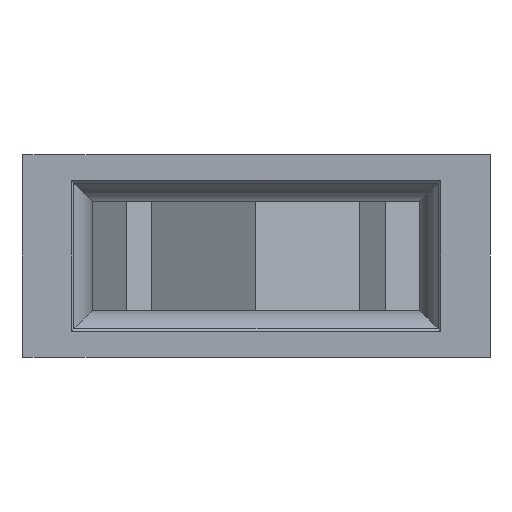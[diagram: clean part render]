
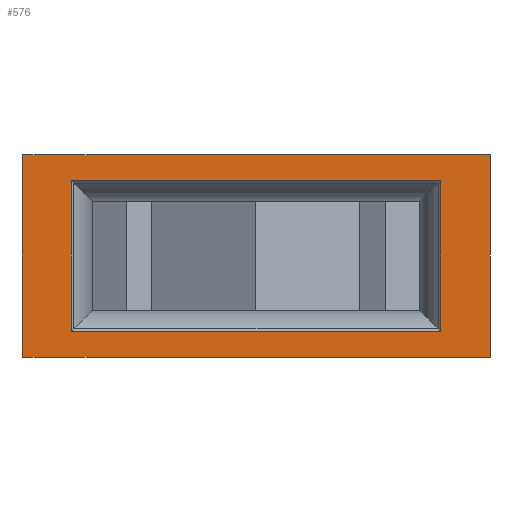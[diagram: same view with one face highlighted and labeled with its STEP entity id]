
A CAD part, front view. The second image highlights one B-rep face of the part: STEP entity #576.
In plain terms, the highlighted planar face has unit normal (0, -1, 0).
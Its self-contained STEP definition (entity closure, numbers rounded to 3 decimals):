
#281 = VERTEX_POINT('',#282);
#282 = CARTESIAN_POINT('',(-3.55,0.,-1.45));
#291 = PLANE('',#292);
#292 = AXIS2_PLACEMENT_3D('',#293,#294,#295);
#293 = CARTESIAN_POINT('',(-3.35,0.2,-1.05));
#294 = DIRECTION('',(-0.707,0.707,0.));
#295 = DIRECTION('',(0.,0.,1.));
#303 = PLANE('',#304);
#304 = AXIS2_PLACEMENT_3D('',#305,#306,#307);
#305 = CARTESIAN_POINT('',(3.15,0.2,-1.25));
#306 = DIRECTION('',(0.,-0.707,0.707));
#307 = DIRECTION('',(1.,0.,0.));
#315 = EDGE_CURVE('',#281,#316,#318,.T.);
#316 = VERTEX_POINT('',#317);
#317 = CARTESIAN_POINT('',(-3.55,0.,1.45));
#318 = SURFACE_CURVE('',#319,(#323,#330),.PCURVE_S1.);
#319 = LINE('',#320,#321);
#320 = CARTESIAN_POINT('',(-3.55,0.,-1.05));
#321 = VECTOR('',#322,1.);
#322 = DIRECTION('',(0.,0.,1.));
#323 = PCURVE('',#291,#324);
#324 = DEFINITIONAL_REPRESENTATION('',(#325),#329);
#325 = LINE('',#326,#327);
#326 = CARTESIAN_POINT('',(0.,-0.283));
#327 = VECTOR('',#328,1.);
#328 = DIRECTION('',(1.,0.));
#329 = ( GEOMETRIC_REPRESENTATION_CONTEXT(2) 
PARAMETRIC_REPRESENTATION_CONTEXT() REPRESENTATION_CONTEXT('2D SPACE',''
  ) );
#330 = PCURVE('',#331,#336);
#331 = PLANE('',#332);
#332 = AXIS2_PLACEMENT_3D('',#333,#334,#335);
#333 = CARTESIAN_POINT('',(4.5,0.,-1.95));
#334 = DIRECTION('',(0.,-1.,0.));
#335 = DIRECTION('',(-1.,0.,0.));
#336 = DEFINITIONAL_REPRESENTATION('',(#337),#341);
#337 = LINE('',#338,#339);
#338 = CARTESIAN_POINT('',(8.05,-0.9));
#339 = VECTOR('',#340,1.);
#340 = DIRECTION('',(0.,-1.));
#341 = ( GEOMETRIC_REPRESENTATION_CONTEXT(2) 
PARAMETRIC_REPRESENTATION_CONTEXT() REPRESENTATION_CONTEXT('2D SPACE',''
  ) );
#359 = PLANE('',#360);
#360 = AXIS2_PLACEMENT_3D('',#361,#362,#363);
#361 = CARTESIAN_POINT('',(-3.15,0.2,1.25));
#362 = DIRECTION('',(0.,0.707,0.707));
#363 = DIRECTION('',(1.,0.,0.));
#401 = VERTEX_POINT('',#402);
#402 = CARTESIAN_POINT('',(3.55,0.,-1.45));
#418 = PLANE('',#419);
#419 = AXIS2_PLACEMENT_3D('',#420,#421,#422);
#420 = CARTESIAN_POINT('',(3.35,0.2,1.05));
#421 = DIRECTION('',(-0.707,-0.707,0.));
#422 = DIRECTION('',(0.,0.,1.));
#430 = EDGE_CURVE('',#401,#281,#431,.T.);
#431 = SURFACE_CURVE('',#432,(#436,#443),.PCURVE_S1.);
#432 = LINE('',#433,#434);
#433 = CARTESIAN_POINT('',(3.15,0.,-1.45));
#434 = VECTOR('',#435,1.);
#435 = DIRECTION('',(-1.,0.,0.));
#436 = PCURVE('',#303,#437);
#437 = DEFINITIONAL_REPRESENTATION('',(#438),#442);
#438 = LINE('',#439,#440);
#439 = CARTESIAN_POINT('',(-0.,-0.283));
#440 = VECTOR('',#441,1.);
#441 = DIRECTION('',(-1.,0.));
#442 = ( GEOMETRIC_REPRESENTATION_CONTEXT(2) 
PARAMETRIC_REPRESENTATION_CONTEXT() REPRESENTATION_CONTEXT('2D SPACE',''
  ) );
#443 = PCURVE('',#331,#444);
#444 = DEFINITIONAL_REPRESENTATION('',(#445),#449);
#445 = LINE('',#446,#447);
#446 = CARTESIAN_POINT('',(1.35,-0.5));
#447 = VECTOR('',#448,1.);
#448 = DIRECTION('',(1.,0.));
#449 = ( GEOMETRIC_REPRESENTATION_CONTEXT(2) 
PARAMETRIC_REPRESENTATION_CONTEXT() REPRESENTATION_CONTEXT('2D SPACE',''
  ) );
#576 = ADVANCED_FACE('',(#577,#625),#331,.T.);
#577 = FACE_BOUND('',#578,.T.);
#578 = EDGE_LOOP('',(#579,#580,#603,#624));
#579 = ORIENTED_EDGE('',*,*,#315,.T.);
#580 = ORIENTED_EDGE('',*,*,#581,.T.);
#581 = EDGE_CURVE('',#316,#582,#584,.T.);
#582 = VERTEX_POINT('',#583);
#583 = CARTESIAN_POINT('',(3.55,0.,1.45));
#584 = SURFACE_CURVE('',#585,(#589,#596),.PCURVE_S1.);
#585 = LINE('',#586,#587);
#586 = CARTESIAN_POINT('',(-3.15,0.,1.45));
#587 = VECTOR('',#588,1.);
#588 = DIRECTION('',(1.,0.,0.));
#589 = PCURVE('',#331,#590);
#590 = DEFINITIONAL_REPRESENTATION('',(#591),#595);
#591 = LINE('',#592,#593);
#592 = CARTESIAN_POINT('',(7.65,-3.4));
#593 = VECTOR('',#594,1.);
#594 = DIRECTION('',(-1.,-0.));
#595 = ( GEOMETRIC_REPRESENTATION_CONTEXT(2) 
PARAMETRIC_REPRESENTATION_CONTEXT() REPRESENTATION_CONTEXT('2D SPACE',''
  ) );
#596 = PCURVE('',#359,#597);
#597 = DEFINITIONAL_REPRESENTATION('',(#598),#602);
#598 = LINE('',#599,#600);
#599 = CARTESIAN_POINT('',(0.,-0.283));
#600 = VECTOR('',#601,1.);
#601 = DIRECTION('',(1.,0.));
#602 = ( GEOMETRIC_REPRESENTATION_CONTEXT(2) 
PARAMETRIC_REPRESENTATION_CONTEXT() REPRESENTATION_CONTEXT('2D SPACE',''
  ) );
#603 = ORIENTED_EDGE('',*,*,#604,.T.);
#604 = EDGE_CURVE('',#582,#401,#605,.T.);
#605 = SURFACE_CURVE('',#606,(#610,#617),.PCURVE_S1.);
#606 = LINE('',#607,#608);
#607 = CARTESIAN_POINT('',(3.55,0.,1.05));
#608 = VECTOR('',#609,1.);
#609 = DIRECTION('',(0.,0.,-1.));
#610 = PCURVE('',#331,#611);
#611 = DEFINITIONAL_REPRESENTATION('',(#612),#616);
#612 = LINE('',#613,#614);
#613 = CARTESIAN_POINT('',(0.95,-3.));
#614 = VECTOR('',#615,1.);
#615 = DIRECTION('',(-0.,1.));
#616 = ( GEOMETRIC_REPRESENTATION_CONTEXT(2) 
PARAMETRIC_REPRESENTATION_CONTEXT() REPRESENTATION_CONTEXT('2D SPACE',''
  ) );
#617 = PCURVE('',#418,#618);
#618 = DEFINITIONAL_REPRESENTATION('',(#619),#623);
#619 = LINE('',#620,#621);
#620 = CARTESIAN_POINT('',(-0.,-0.283));
#621 = VECTOR('',#622,1.);
#622 = DIRECTION('',(-1.,0.));
#623 = ( GEOMETRIC_REPRESENTATION_CONTEXT(2) 
PARAMETRIC_REPRESENTATION_CONTEXT() REPRESENTATION_CONTEXT('2D SPACE',''
  ) );
#624 = ORIENTED_EDGE('',*,*,#430,.T.);
#625 = FACE_BOUND('',#626,.T.);
#626 = EDGE_LOOP('',(#627,#657,#685,#713));
#627 = ORIENTED_EDGE('',*,*,#628,.T.);
#628 = EDGE_CURVE('',#629,#631,#633,.T.);
#629 = VERTEX_POINT('',#630);
#630 = CARTESIAN_POINT('',(4.5,0.,-1.95));
#631 = VERTEX_POINT('',#632);
#632 = CARTESIAN_POINT('',(4.5,0.,1.95));
#633 = SURFACE_CURVE('',#634,(#638,#645),.PCURVE_S1.);
#634 = LINE('',#635,#636);
#635 = CARTESIAN_POINT('',(4.5,0.,-1.95));
#636 = VECTOR('',#637,1.);
#637 = DIRECTION('',(0.,0.,1.));
#638 = PCURVE('',#331,#639);
#639 = DEFINITIONAL_REPRESENTATION('',(#640),#644);
#640 = LINE('',#641,#642);
#641 = CARTESIAN_POINT('',(0.,-0.));
#642 = VECTOR('',#643,1.);
#643 = DIRECTION('',(0.,-1.));
#644 = ( GEOMETRIC_REPRESENTATION_CONTEXT(2) 
PARAMETRIC_REPRESENTATION_CONTEXT() REPRESENTATION_CONTEXT('2D SPACE',''
  ) );
#645 = PCURVE('',#646,#651);
#646 = PLANE('',#647);
#647 = AXIS2_PLACEMENT_3D('',#648,#649,#650);
#648 = CARTESIAN_POINT('',(4.5,24.,-1.95));
#649 = DIRECTION('',(1.,0.,0.));
#650 = DIRECTION('',(0.,-1.,0.));
#651 = DEFINITIONAL_REPRESENTATION('',(#652),#656);
#652 = LINE('',#653,#654);
#653 = CARTESIAN_POINT('',(24.,0.));
#654 = VECTOR('',#655,1.);
#655 = DIRECTION('',(0.,-1.));
#656 = ( GEOMETRIC_REPRESENTATION_CONTEXT(2) 
PARAMETRIC_REPRESENTATION_CONTEXT() REPRESENTATION_CONTEXT('2D SPACE',''
  ) );
#657 = ORIENTED_EDGE('',*,*,#658,.T.);
#658 = EDGE_CURVE('',#631,#659,#661,.T.);
#659 = VERTEX_POINT('',#660);
#660 = CARTESIAN_POINT('',(-4.5,0.,1.95));
#661 = SURFACE_CURVE('',#662,(#666,#673),.PCURVE_S1.);
#662 = LINE('',#663,#664);
#663 = CARTESIAN_POINT('',(4.5,0.,1.95));
#664 = VECTOR('',#665,1.);
#665 = DIRECTION('',(-1.,0.,0.));
#666 = PCURVE('',#331,#667);
#667 = DEFINITIONAL_REPRESENTATION('',(#668),#672);
#668 = LINE('',#669,#670);
#669 = CARTESIAN_POINT('',(0.,-3.9));
#670 = VECTOR('',#671,1.);
#671 = DIRECTION('',(1.,0.));
#672 = ( GEOMETRIC_REPRESENTATION_CONTEXT(2) 
PARAMETRIC_REPRESENTATION_CONTEXT() REPRESENTATION_CONTEXT('2D SPACE',''
  ) );
#673 = PCURVE('',#674,#679);
#674 = PLANE('',#675);
#675 = AXIS2_PLACEMENT_3D('',#676,#677,#678);
#676 = CARTESIAN_POINT('',(0.,15.781,1.95));
#677 = DIRECTION('',(0.,0.,-1.));
#678 = DIRECTION('',(0.,1.,0.));
#679 = DEFINITIONAL_REPRESENTATION('',(#680),#684);
#680 = LINE('',#681,#682);
#681 = CARTESIAN_POINT('',(-15.781,4.5));
#682 = VECTOR('',#683,1.);
#683 = DIRECTION('',(0.,-1.));
#684 = ( GEOMETRIC_REPRESENTATION_CONTEXT(2) 
PARAMETRIC_REPRESENTATION_CONTEXT() REPRESENTATION_CONTEXT('2D SPACE',''
  ) );
#685 = ORIENTED_EDGE('',*,*,#686,.F.);
#686 = EDGE_CURVE('',#687,#659,#689,.T.);
#687 = VERTEX_POINT('',#688);
#688 = CARTESIAN_POINT('',(-4.5,0.,-1.95));
#689 = SURFACE_CURVE('',#690,(#694,#701),.PCURVE_S1.);
#690 = LINE('',#691,#692);
#691 = CARTESIAN_POINT('',(-4.5,0.,-1.95));
#692 = VECTOR('',#693,1.);
#693 = DIRECTION('',(0.,0.,1.));
#694 = PCURVE('',#331,#695);
#695 = DEFINITIONAL_REPRESENTATION('',(#696),#700);
#696 = LINE('',#697,#698);
#697 = CARTESIAN_POINT('',(9.,0.));
#698 = VECTOR('',#699,1.);
#699 = DIRECTION('',(0.,-1.));
#700 = ( GEOMETRIC_REPRESENTATION_CONTEXT(2) 
PARAMETRIC_REPRESENTATION_CONTEXT() REPRESENTATION_CONTEXT('2D SPACE',''
  ) );
#701 = PCURVE('',#702,#707);
#702 = PLANE('',#703);
#703 = AXIS2_PLACEMENT_3D('',#704,#705,#706);
#704 = CARTESIAN_POINT('',(-4.5,0.,-1.95));
#705 = DIRECTION('',(-1.,0.,0.));
#706 = DIRECTION('',(0.,1.,0.));
#707 = DEFINITIONAL_REPRESENTATION('',(#708),#712);
#708 = LINE('',#709,#710);
#709 = CARTESIAN_POINT('',(0.,0.));
#710 = VECTOR('',#711,1.);
#711 = DIRECTION('',(0.,-1.));
#712 = ( GEOMETRIC_REPRESENTATION_CONTEXT(2) 
PARAMETRIC_REPRESENTATION_CONTEXT() REPRESENTATION_CONTEXT('2D SPACE',''
  ) );
#713 = ORIENTED_EDGE('',*,*,#714,.F.);
#714 = EDGE_CURVE('',#629,#687,#715,.T.);
#715 = SURFACE_CURVE('',#716,(#720,#727),.PCURVE_S1.);
#716 = LINE('',#717,#718);
#717 = CARTESIAN_POINT('',(4.5,0.,-1.95));
#718 = VECTOR('',#719,1.);
#719 = DIRECTION('',(-1.,0.,0.));
#720 = PCURVE('',#331,#721);
#721 = DEFINITIONAL_REPRESENTATION('',(#722),#726);
#722 = LINE('',#723,#724);
#723 = CARTESIAN_POINT('',(0.,-0.));
#724 = VECTOR('',#725,1.);
#725 = DIRECTION('',(1.,0.));
#726 = ( GEOMETRIC_REPRESENTATION_CONTEXT(2) 
PARAMETRIC_REPRESENTATION_CONTEXT() REPRESENTATION_CONTEXT('2D SPACE',''
  ) );
#727 = PCURVE('',#728,#733);
#728 = PLANE('',#729);
#729 = AXIS2_PLACEMENT_3D('',#730,#731,#732);
#730 = CARTESIAN_POINT('',(0.,15.781,-1.95));
#731 = DIRECTION('',(0.,0.,-1.));
#732 = DIRECTION('',(0.,1.,0.));
#733 = DEFINITIONAL_REPRESENTATION('',(#734),#738);
#734 = LINE('',#735,#736);
#735 = CARTESIAN_POINT('',(-15.781,4.5));
#736 = VECTOR('',#737,1.);
#737 = DIRECTION('',(0.,-1.));
#738 = ( GEOMETRIC_REPRESENTATION_CONTEXT(2) 
PARAMETRIC_REPRESENTATION_CONTEXT() REPRESENTATION_CONTEXT('2D SPACE',''
  ) );
